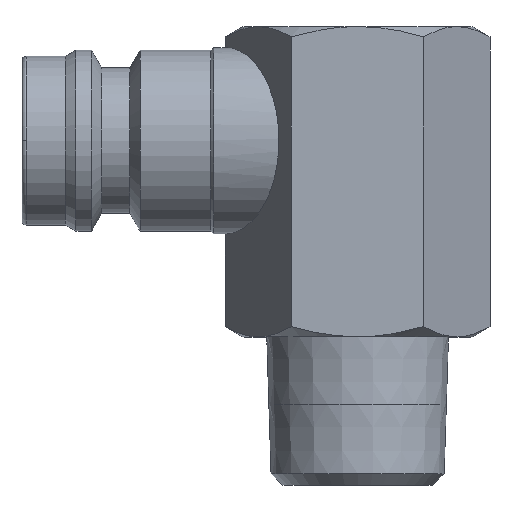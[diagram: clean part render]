
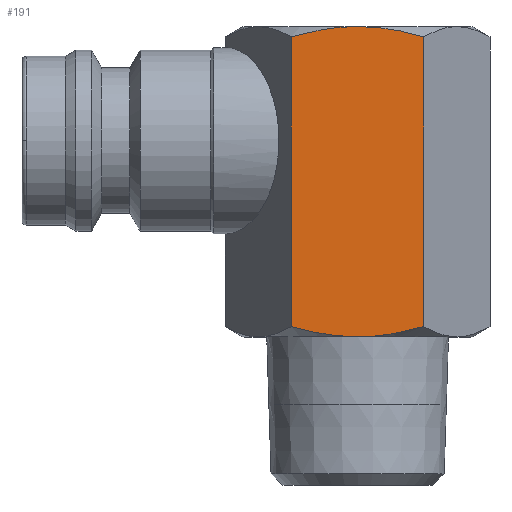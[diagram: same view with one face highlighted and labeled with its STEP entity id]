
A CAD part, top view. The second image highlights one B-rep face of the part: STEP entity #191.
In plain terms, the highlighted planar face has unit normal (0, 0, 1).
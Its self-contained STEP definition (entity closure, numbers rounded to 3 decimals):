
#191=ADVANCED_FACE('',(#384),#385,.T.);
#384=FACE_OUTER_BOUND('',#573,.T.);
#385=PLANE('',#574);
#573=EDGE_LOOP('',(#1042,#1043,#1044,#1045,#1046,#1047));
#574=AXIS2_PLACEMENT_3D('',#1048,#1049,#1050);
#1042=ORIENTED_EDGE('',*,*,#1240,.F.);
#1043=ORIENTED_EDGE('',*,*,#1166,.F.);
#1044=ORIENTED_EDGE('',*,*,#1225,.T.);
#1045=ORIENTED_EDGE('',*,*,#1242,.F.);
#1046=ORIENTED_EDGE('',*,*,#1227,.F.);
#1047=ORIENTED_EDGE('',*,*,#1110,.F.);
#1048=CARTESIAN_POINT('',(0.,10.0,8.5));
#1049=DIRECTION('',(0.,0.0,1.0));
#1050=DIRECTION('',(1.0,0.0,0.));
#1110=EDGE_CURVE('',#1316,#1318,#1319,.T.);
#1166=EDGE_CURVE('',#1407,#1408,#1409,.T.);
#1225=EDGE_CURVE('',#1407,#1483,#1485,.T.);
#1227=EDGE_CURVE('',#1318,#1487,#1488,.T.);
#1240=EDGE_CURVE('',#1408,#1316,#1501,.T.);
#1242=EDGE_CURVE('',#1487,#1483,#1503,.T.);
#1316=VERTEX_POINT('',#1648);
#1318=VERTEX_POINT('',#1661);
#1319=LINE('',#1662,#1663);
#1407=VERTEX_POINT('',#1925);
#1408=VERTEX_POINT('',#1926);
#1409=(B_SPLINE_CURVE(2,(#1928,#1929,#1930,#1931,#1932),.UNSPECIFIED.,.F.,.F.)B_SPLINE_CURVE_WITH_KNOTS((3,2,3),(0.0,4.984,9.968),.UNSPECIFIED.)RATIONAL_B_SPLINE_CURVE((1.0,1.038,1.0,1.038,1.0))BOUNDED_CURVE()REPRESENTATION_ITEM('')GEOMETRIC_REPRESENTATION_ITEM()CURVE());
#1483=VERTEX_POINT('',#2092);
#1485=LINE('',#2105,#2106);
#1487=VERTEX_POINT('',#2108);
#1488=(B_SPLINE_CURVE(2,(#2110,#2111,#2112,#2113,#2114),.UNSPECIFIED.,.F.,.F.)B_SPLINE_CURVE_WITH_KNOTS((3,2,3),(0.0,4.984,9.968),.UNSPECIFIED.)RATIONAL_B_SPLINE_CURVE((1.0,1.038,1.0,1.038,1.0))BOUNDED_CURVE()REPRESENTATION_ITEM('')GEOMETRIC_REPRESENTATION_ITEM()CURVE());
#1501=(B_SPLINE_CURVE(2,(#2134,#2135,#2136,#2137,#2138),.UNSPECIFIED.,.F.,.F.)B_SPLINE_CURVE_WITH_KNOTS((3,2,3),(0.0,4.984,9.968),.UNSPECIFIED.)RATIONAL_B_SPLINE_CURVE((1.0,1.038,1.0,1.038,1.0))BOUNDED_CURVE()REPRESENTATION_ITEM('')GEOMETRIC_REPRESENTATION_ITEM()CURVE());
#1503=(B_SPLINE_CURVE(2,(#2147,#2148,#2149,#2150,#2151),.UNSPECIFIED.,.F.,.F.)B_SPLINE_CURVE_WITH_KNOTS((3,2,3),(0.0,4.984,9.968),.UNSPECIFIED.)RATIONAL_B_SPLINE_CURVE((1.0,1.038,1.0,1.038,1.0))BOUNDED_CURVE()REPRESENTATION_ITEM('')GEOMETRIC_REPRESENTATION_ITEM()CURVE());
#1648=CARTESIAN_POINT('',(-4.907,11.759,8.5));
#1661=CARTESIAN_POINT('',(-4.907,33.241,8.5));
#1662=CARTESIAN_POINT('',(-4.907,10.0,8.5));
#1663=VECTOR('',#2239,1.0);
#1925=CARTESIAN_POINT('',(4.907,11.759,8.5));
#1926=CARTESIAN_POINT('',(0.,11.0,8.5));
#1928=CARTESIAN_POINT('',(4.913,11.761,8.5));
#1929=CARTESIAN_POINT('',(2.28,11.0,8.5));
#1930=CARTESIAN_POINT('',(0.,11.0,8.5));
#1931=CARTESIAN_POINT('',(-2.28,11.0,8.5));
#1932=CARTESIAN_POINT('',(-4.913,11.761,8.5));
#2092=CARTESIAN_POINT('',(4.907,33.241,8.5));
#2105=CARTESIAN_POINT('',(4.907,10.0,8.5));
#2106=VECTOR('',#2376,1.0);
#2108=CARTESIAN_POINT('',(0.,34.0,8.5));
#2110=CARTESIAN_POINT('',(-4.913,33.239,8.5));
#2111=CARTESIAN_POINT('',(-2.28,34.0,8.5));
#2112=CARTESIAN_POINT('',(0.,34.0,8.5));
#2113=CARTESIAN_POINT('',(2.28,34.0,8.5));
#2114=CARTESIAN_POINT('',(4.913,33.239,8.5));
#2134=CARTESIAN_POINT('',(4.913,11.761,8.5));
#2135=CARTESIAN_POINT('',(2.28,11.0,8.5));
#2136=CARTESIAN_POINT('',(0.,11.0,8.5));
#2137=CARTESIAN_POINT('',(-2.28,11.0,8.5));
#2138=CARTESIAN_POINT('',(-4.913,11.761,8.5));
#2147=CARTESIAN_POINT('',(-4.913,33.239,8.5));
#2148=CARTESIAN_POINT('',(-2.28,34.0,8.5));
#2149=CARTESIAN_POINT('',(0.,34.0,8.5));
#2150=CARTESIAN_POINT('',(2.28,34.0,8.5));
#2151=CARTESIAN_POINT('',(4.913,33.239,8.5));
#2239=DIRECTION('',(0.0,1.0,0.0));
#2376=DIRECTION('',(0.0,1.0,0.0));
